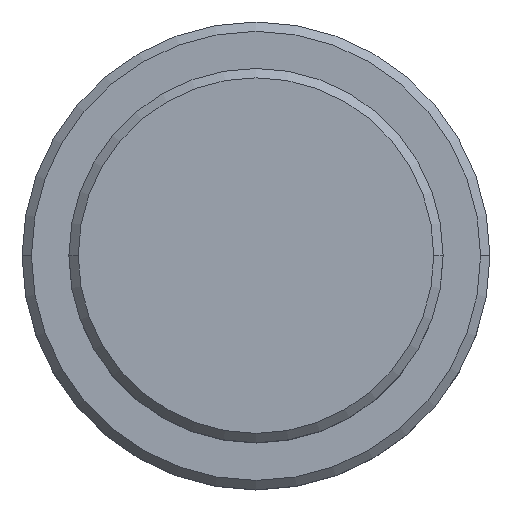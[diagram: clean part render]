
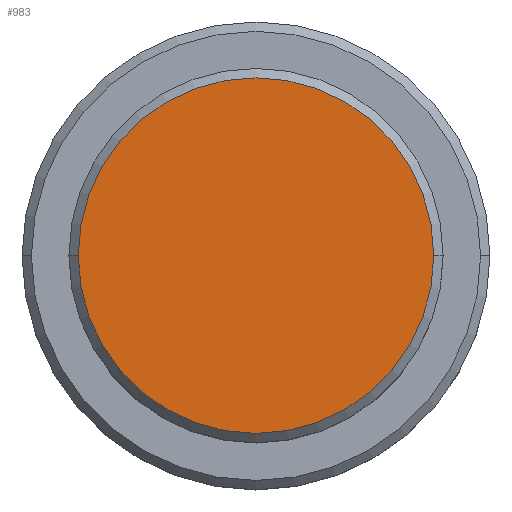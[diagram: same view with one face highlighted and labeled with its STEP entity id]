
A CAD part, top view. The second image highlights one B-rep face of the part: STEP entity #983.
In plain terms, the highlighted planar face has unit normal (0, 0, 1).
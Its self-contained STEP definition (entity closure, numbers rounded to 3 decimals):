
#59 = CIRCLE ( 'NONE', #1137, 9.5 ) ;
#105 = AXIS2_PLACEMENT_3D ( 'NONE', #270, #1250, #585 ) ;
#124 = CIRCLE ( 'NONE', #105, 9.5 ) ;
#256 = CARTESIAN_POINT ( 'NONE',  ( 9.5, 0., 0. ) ) ;
#270 = CARTESIAN_POINT ( 'NONE',  ( 0., 0., 0. ) ) ;
#297 = DIRECTION ( 'NONE',  ( 0., 0., 1. ) ) ;
#343 = EDGE_LOOP ( 'NONE', ( #873, #1397 ) ) ;
#352 = FACE_OUTER_BOUND ( 'NONE', #343, .T. ) ;
#362 = DIRECTION ( 'NONE',  ( 1., 0., 0. ) ) ;
#513 = CARTESIAN_POINT ( 'NONE',  ( 0., 0., 0. ) ) ;
#524 = DIRECTION ( 'NONE',  ( 1., 0., 0. ) ) ;
#552 = VERTEX_POINT ( 'NONE', #1288 ) ;
#559 = DIRECTION ( 'NONE',  ( 0., 0., 1. ) ) ;
#567 = EDGE_CURVE ( 'NONE', #1191, #552, #59, .T. ) ;
#573 = CARTESIAN_POINT ( 'NONE',  ( 0., 0., 0. ) ) ;
#581 = PLANE ( 'NONE',  #786 ) ;
#585 = DIRECTION ( 'NONE',  ( 1., 0., 0. ) ) ;
#786 = AXIS2_PLACEMENT_3D ( 'NONE', #573, #559, #362 ) ;
#873 = ORIENTED_EDGE ( 'NONE', *, *, #1143, .T. ) ;
#983 = ADVANCED_FACE ( 'NONE', ( #352 ), #581, .T. ) ;
#1137 = AXIS2_PLACEMENT_3D ( 'NONE', #513, #297, #524 ) ;
#1143 = EDGE_CURVE ( 'NONE', #552, #1191, #124, .T. ) ;
#1191 = VERTEX_POINT ( 'NONE', #256 ) ;
#1250 = DIRECTION ( 'NONE',  ( 0., 0., 1. ) ) ;
#1288 = CARTESIAN_POINT ( 'NONE',  ( -9.5, 0., 0. ) ) ;
#1397 = ORIENTED_EDGE ( 'NONE', *, *, #567, .T. ) ;
